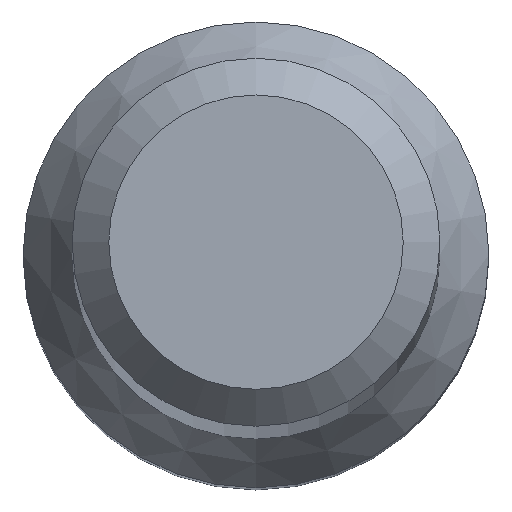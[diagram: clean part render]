
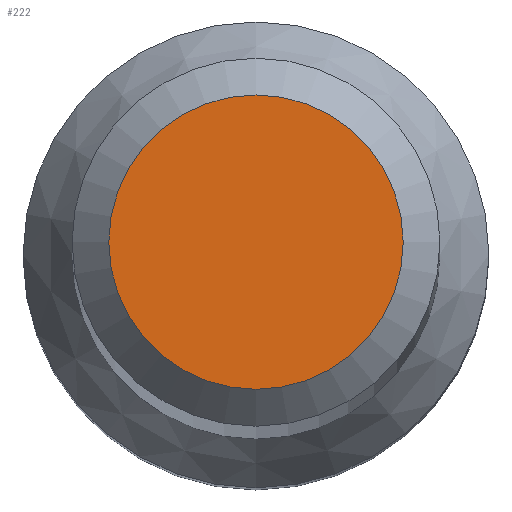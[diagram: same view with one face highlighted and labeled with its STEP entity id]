
A CAD part, top view. The second image highlights one B-rep face of the part: STEP entity #222.
In plain terms, the highlighted planar face has unit normal (0, 0, 1).
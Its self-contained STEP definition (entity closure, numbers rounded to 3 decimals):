
#11 = AXIS2_PLACEMENT_3D ( 'NONE', #196, #61, #137 ) ;
#20 = ORIENTED_EDGE ( 'NONE', *, *, #195, .F. ) ;
#61 = DIRECTION ( 'NONE',  ( 0., 0., -1. ) ) ;
#71 = VERTEX_POINT ( 'NONE', #203 ) ;
#88 = AXIS2_PLACEMENT_3D ( 'NONE', #235, #211, #105 ) ;
#105 = DIRECTION ( 'NONE',  ( 0., -1., 0. ) ) ;
#130 = CIRCLE ( 'NONE', #11, 1.2 ) ;
#137 = DIRECTION ( 'NONE',  ( 0., 1., 0. ) ) ;
#166 = EDGE_LOOP ( 'NONE', ( #20 ) ) ;
#194 = FACE_OUTER_BOUND ( 'NONE', #166, .T. ) ;
#195 = EDGE_CURVE ( 'NONE', #71, #71, #130, .T. ) ;
#196 = CARTESIAN_POINT ( 'NONE',  ( 0., 0., 70. ) ) ;
#197 = PLANE ( 'NONE',  #88 ) ;
#203 = CARTESIAN_POINT ( 'NONE',  ( 0., 1.2, 70. ) ) ;
#211 = DIRECTION ( 'NONE',  ( 0., 0., 1. ) ) ;
#222 = ADVANCED_FACE ( 'NONE', ( #194 ), #197, .T. ) ;
#235 = CARTESIAN_POINT ( 'NONE',  ( 0., 0., 70. ) ) ;
